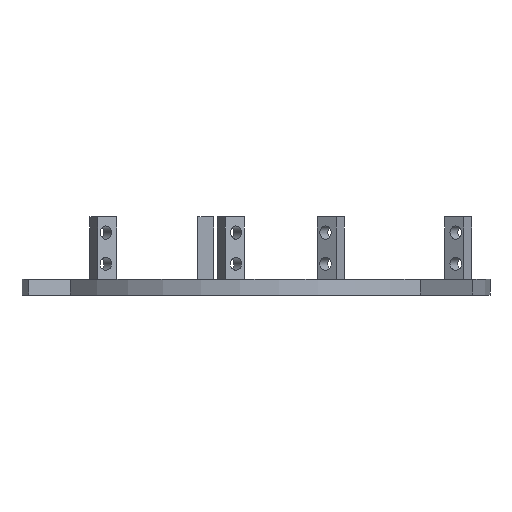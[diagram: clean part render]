
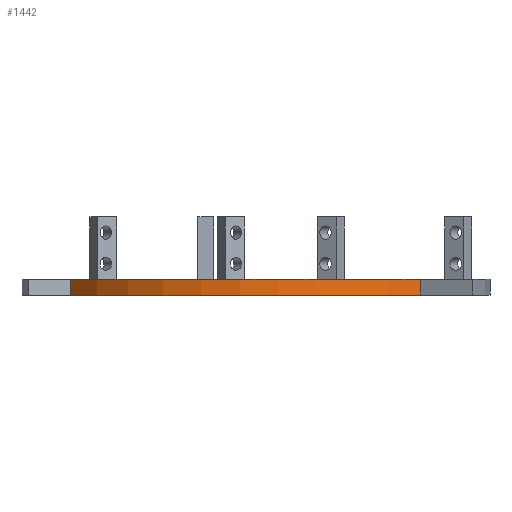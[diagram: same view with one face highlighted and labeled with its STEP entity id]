
A CAD part, front view. The second image highlights one B-rep face of the part: STEP entity #1442.
In plain terms, the highlighted cylindrical face has radius 75 mm (diameter 150 mm), a partial arc.
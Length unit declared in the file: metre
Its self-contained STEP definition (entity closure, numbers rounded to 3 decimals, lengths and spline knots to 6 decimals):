
#16=CYLINDRICAL_SURFACE('',#1727,0.075);
#114=LINE('',#2398,#264);
#115=LINE('',#2399,#265);
#264=VECTOR('',#1947,1.);
#265=VECTOR('',#1948,1.);
#434=ORIENTED_EDGE('',*,*,#787,.T.);
#435=ORIENTED_EDGE('',*,*,#805,.T.);
#436=ORIENTED_EDGE('',*,*,#732,.F.);
#437=ORIENTED_EDGE('',*,*,#806,.F.);
#732=EDGE_CURVE('',#920,#921,#1042,.T.);
#787=EDGE_CURVE('',#975,#974,#1047,.T.);
#805=EDGE_CURVE('',#974,#921,#114,.T.);
#806=EDGE_CURVE('',#975,#920,#115,.T.);
#920=VERTEX_POINT('',#2253);
#921=VERTEX_POINT('',#2255);
#974=VERTEX_POINT('',#2363);
#975=VERTEX_POINT('',#2365);
#1042=CIRCLE('',#1717,0.075);
#1047=CIRCLE('',#1723,0.075);
#1100=EDGE_LOOP('',(#434,#435,#436,#437));
#1238=FACE_BOUND('',#1100,.T.);
#1442=ADVANCED_FACE('',(#1238),#16,.T.);
#1717=AXIS2_PLACEMENT_3D('',#2254,#1859,#1860);
#1723=AXIS2_PLACEMENT_3D('',#2364,#1921,#1922);
#1727=AXIS2_PLACEMENT_3D('',#2397,#1945,#1946);
#1859=DIRECTION('',(0.,0.,1.));
#1860=DIRECTION('',(1.,0.,0.));
#1921=DIRECTION('',(0.,0.,1.));
#1922=DIRECTION('',(1.,0.,0.));
#1945=DIRECTION('',(0.,0.,-1.));
#1946=DIRECTION('',(-1.,0.,0.));
#1947=DIRECTION('',(0.,0.,1.));
#1948=DIRECTION('',(0.,0.,1.));
#2253=CARTESIAN_POINT('',(-0.059372,-0.045825,0.005));
#2254=CARTESIAN_POINT('',(0.,0.,0.005));
#2255=CARTESIAN_POINT('',(0.0526,-0.053463,0.005));
#2363=CARTESIAN_POINT('',(0.0526,-0.053463,0.));
#2364=CARTESIAN_POINT('',(0.,0.,0.));
#2365=CARTESIAN_POINT('',(-0.059372,-0.045825,0.));
#2397=CARTESIAN_POINT('',(0.,0.,0.005));
#2398=CARTESIAN_POINT('',(0.0526,-0.053463,-0.0204));
#2399=CARTESIAN_POINT('',(-0.059372,-0.045825,-0.0204));
